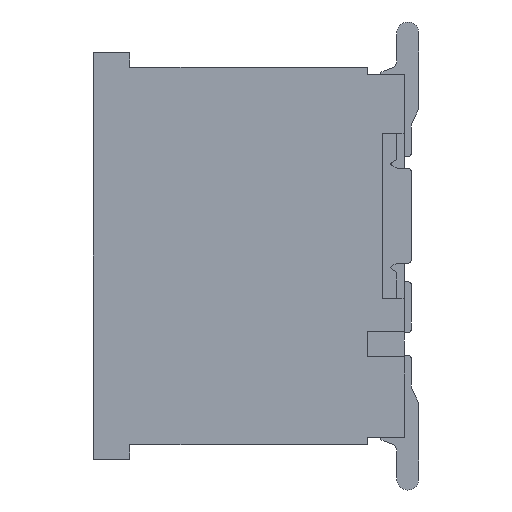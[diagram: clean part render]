
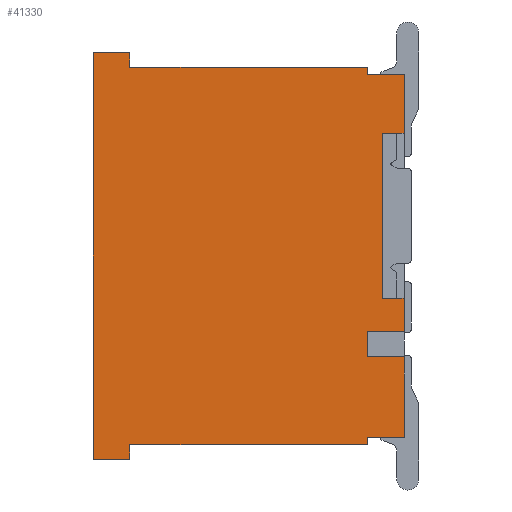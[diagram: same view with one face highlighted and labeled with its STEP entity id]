
A CAD part, left-side view. The second image highlights one B-rep face of the part: STEP entity #41330.
In plain terms, the highlighted planar face has unit normal (-1, 0, 0).
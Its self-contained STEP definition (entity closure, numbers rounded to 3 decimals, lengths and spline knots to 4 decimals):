
#2314=DIRECTION('',(0.,0.,-1.));
#2315=VECTOR('',#2314,2.26);
#2316=CARTESIAN_POINT('',(-11.15,0.3,1.68));
#2317=LINE('',#2316,#2315);
#2577=DIRECTION('',(0.,-1.,0.));
#2578=VECTOR('',#2577,0.3);
#2579=CARTESIAN_POINT('',(-11.15,0.3,1.68));
#2580=LINE('',#2579,#2578);
#2585=DIRECTION('',(0.,0.,1.));
#2586=VECTOR('',#2585,0.1);
#2587=CARTESIAN_POINT('',(-11.15,0.5,-2.58));
#2588=LINE('',#2587,#2586);
#2589=DIRECTION('',(0.,0.,-1.));
#2590=VECTOR('',#2589,5.56);
#2591=CARTESIAN_POINT('',(-11.15,4.25,2.78));
#2592=LINE('',#2591,#2590);
#2593=DIRECTION('',(0.,1.,0.));
#2594=VECTOR('',#2593,3.25);
#2595=CARTESIAN_POINT('',(-11.15,0.5,2.58));
#2596=LINE('',#2595,#2594);
#2597=DIRECTION('',(0.,0.,1.));
#2598=VECTOR('',#2597,0.1);
#2599=CARTESIAN_POINT('',(-11.15,0.5,2.48));
#2600=LINE('',#2599,#2598);
#2601=DIRECTION('',(0.,1.,0.));
#2602=VECTOR('',#2601,0.5);
#2603=CARTESIAN_POINT('',(-11.15,0.,2.48));
#2604=LINE('',#2603,#2602);
#2605=DIRECTION('',(0.,0.,1.));
#2606=VECTOR('',#2605,0.8);
#2607=CARTESIAN_POINT('',(-11.15,0.,1.68));
#2608=LINE('',#2607,#2606);
#2609=DIRECTION('',(0.,0.,1.));
#2610=VECTOR('',#2609,0.45);
#2611=CARTESIAN_POINT('',(-11.15,0.,-1.03));
#2612=LINE('',#2611,#2610);
#2613=DIRECTION('',(0.,0.,1.));
#2614=VECTOR('',#2613,0.35);
#2615=CARTESIAN_POINT('',(-11.15,0.5,-1.38));
#2616=LINE('',#2615,#2614);
#2617=DIRECTION('',(0.,0.,1.));
#2618=VECTOR('',#2617,1.1);
#2619=CARTESIAN_POINT('',(-11.15,0.,-2.48));
#2620=LINE('',#2619,#2618);
#2621=DIRECTION('',(0.,-1.,0.));
#2622=VECTOR('',#2621,0.5);
#2623=CARTESIAN_POINT('',(-11.15,0.5,-2.48));
#2624=LINE('',#2623,#2622);
#3571=DIRECTION('',(0.,1.,0.));
#3572=VECTOR('',#3571,0.5);
#3573=CARTESIAN_POINT('',(-11.15,0.,-1.38));
#3574=LINE('',#3573,#3572);
#4341=DIRECTION('',(0.,-1.,0.));
#4342=VECTOR('',#4341,0.5);
#4343=CARTESIAN_POINT('',(-11.15,0.5,-1.03));
#4344=LINE('',#4343,#4342);
#16190=DIRECTION('',(0.,1.,0.));
#16191=VECTOR('',#16190,3.25);
#16192=CARTESIAN_POINT('',(-11.15,0.5,-2.58));
#16193=LINE('',#16192,#16191);
#16218=DIRECTION('',(0.,1.,0.));
#16219=VECTOR('',#16218,0.5);
#16220=CARTESIAN_POINT('',(-11.15,3.75,-2.78));
#16221=LINE('',#16220,#16219);
#16234=DIRECTION('',(0.,0.,1.));
#16235=VECTOR('',#16234,0.2);
#16236=CARTESIAN_POINT('',(-11.15,3.75,-2.78));
#16237=LINE('',#16236,#16235);
#16246=DIRECTION('',(0.,-1.,0.));
#16247=VECTOR('',#16246,0.5);
#16248=CARTESIAN_POINT('',(-11.15,4.25,2.78));
#16249=LINE('',#16248,#16247);
#16270=DIRECTION('',(0.,0.,1.));
#16271=VECTOR('',#16270,0.2);
#16272=CARTESIAN_POINT('',(-11.15,3.75,2.58));
#16273=LINE('',#16272,#16271);
#16286=DIRECTION('',(0.,1.,0.));
#16287=VECTOR('',#16286,0.3);
#16288=CARTESIAN_POINT('',(-11.15,0.,-0.58));
#16289=LINE('',#16288,#16287);
#32432=CARTESIAN_POINT('',(-11.15,0.,2.48));
#32433=VERTEX_POINT('',#32432);
#32434=CARTESIAN_POINT('',(-11.15,0.,1.68));
#32435=VERTEX_POINT('',#32434);
#32456=CARTESIAN_POINT('',(-11.15,0.,-0.58));
#32457=VERTEX_POINT('',#32456);
#32458=CARTESIAN_POINT('',(-11.15,0.,-1.03));
#32459=VERTEX_POINT('',#32458);
#32840=CARTESIAN_POINT('',(-11.15,0.,-1.38));
#32841=VERTEX_POINT('',#32840);
#32842=CARTESIAN_POINT('',(-11.15,0.,-2.48));
#32843=VERTEX_POINT('',#32842);
#32848=CARTESIAN_POINT('',(-11.15,0.5,-2.48));
#32849=VERTEX_POINT('',#32848);
#33736=CARTESIAN_POINT('',(-11.15,4.25,2.78));
#33737=VERTEX_POINT('',#33736);
#33738=CARTESIAN_POINT('',(-11.15,4.25,-2.78));
#33739=VERTEX_POINT('',#33738);
#33785=CARTESIAN_POINT('',(-11.15,0.5,2.58));
#33787=VERTEX_POINT('',#33785);
#33788=CARTESIAN_POINT('',(-11.15,3.75,2.58));
#33789=VERTEX_POINT('',#33788);
#33806=CARTESIAN_POINT('',(-11.15,0.5,-2.58));
#33807=VERTEX_POINT('',#33806);
#33812=CARTESIAN_POINT('',(-11.15,0.5,-1.38));
#33813=CARTESIAN_POINT('',(-11.15,0.5,-1.03));
#33814=VERTEX_POINT('',#33812);
#33815=VERTEX_POINT('',#33813);
#33816=CARTESIAN_POINT('',(-11.15,0.5,2.48));
#33818=VERTEX_POINT('',#33816);
#33900=CARTESIAN_POINT('',(-11.15,3.75,-2.58));
#33901=VERTEX_POINT('',#33900);
#33902=CARTESIAN_POINT('',(-11.15,3.75,-2.78));
#33903=VERTEX_POINT('',#33902);
#33904=CARTESIAN_POINT('',(-11.15,3.75,2.78));
#33905=VERTEX_POINT('',#33904);
#33906=CARTESIAN_POINT('',(-11.15,0.3,1.68));
#33907=VERTEX_POINT('',#33906);
#33908=CARTESIAN_POINT('',(-11.15,0.3,-0.58));
#33909=VERTEX_POINT('',#33908);
#41291=CARTESIAN_POINT('',(-11.15,2.125,0.));
#41292=DIRECTION('',(1.,0.,0.));
#41293=DIRECTION('',(0.,0.,1.));
#41294=AXIS2_PLACEMENT_3D('',#41291,#41292,#41293);
#41295=PLANE('',#41294);
#41297=ORIENTED_EDGE('',*,*,#41296,.F.);
#41299=ORIENTED_EDGE('',*,*,#41298,.T.);
#41301=ORIENTED_EDGE('',*,*,#41300,.F.);
#41303=ORIENTED_EDGE('',*,*,#41302,.T.);
#41304=ORIENTED_EDGE('',*,*,#38615,.F.);
#41306=ORIENTED_EDGE('',*,*,#41305,.T.);
#41308=ORIENTED_EDGE('',*,*,#41307,.F.);
#41309=ORIENTED_EDGE('',*,*,#38678,.F.);
#41310=ORIENTED_EDGE('',*,*,#38701,.F.);
#41311=ORIENTED_EDGE('',*,*,#38720,.F.);
#41312=ORIENTED_EDGE('',*,*,#40437,.F.);
#41313=ORIENTED_EDGE('',*,*,#41283,.F.);
#41314=ORIENTED_EDGE('',*,*,#40987,.T.);
#41316=ORIENTED_EDGE('',*,*,#41315,.F.);
#41317=ORIENTED_EDGE('',*,*,#40812,.F.);
#41319=ORIENTED_EDGE('',*,*,#41318,.F.);
#41321=ORIENTED_EDGE('',*,*,#41320,.F.);
#41323=ORIENTED_EDGE('',*,*,#41322,.F.);
#41325=ORIENTED_EDGE('',*,*,#41324,.F.);
#41327=ORIENTED_EDGE('',*,*,#41326,.F.);
#41328=EDGE_LOOP('',(#41297,#41299,#41301,#41303,#41304,#41306,#41308,#41309,
#41310,#41311,#41312,#41313,#41314,#41316,#41317,#41319,#41321,#41323,#41325,
#41327));
#41329=FACE_OUTER_BOUND('',#41328,.F.);
#38615=EDGE_CURVE('',#33737,#33739,#2592,.T.);
#38678=EDGE_CURVE('',#33787,#33789,#2596,.T.);
#38701=EDGE_CURVE('',#33818,#33787,#2600,.T.);
#38720=EDGE_CURVE('',#32433,#33818,#2604,.T.);
#40437=EDGE_CURVE('',#32435,#32433,#2608,.T.);
#40812=EDGE_CURVE('',#32459,#32457,#2612,.T.);
#40987=EDGE_CURVE('',#33907,#33909,#2317,.T.);
#41283=EDGE_CURVE('',#33907,#32435,#2580,.T.);
#41296=EDGE_CURVE('',#33807,#32849,#2588,.T.);
#41298=EDGE_CURVE('',#33807,#33901,#16193,.T.);
#41300=EDGE_CURVE('',#33903,#33901,#16237,.T.);
#41302=EDGE_CURVE('',#33903,#33739,#16221,.T.);
#41305=EDGE_CURVE('',#33737,#33905,#16249,.T.);
#41307=EDGE_CURVE('',#33789,#33905,#16273,.T.);
#41315=EDGE_CURVE('',#32457,#33909,#16289,.T.);
#41318=EDGE_CURVE('',#33815,#32459,#4344,.T.);
#41320=EDGE_CURVE('',#33814,#33815,#2616,.T.);
#41322=EDGE_CURVE('',#32841,#33814,#3574,.T.);
#41324=EDGE_CURVE('',#32843,#32841,#2620,.T.);
#41326=EDGE_CURVE('',#32849,#32843,#2624,.T.);
#41330=ADVANCED_FACE('',(#41329),#41295,.F.);
